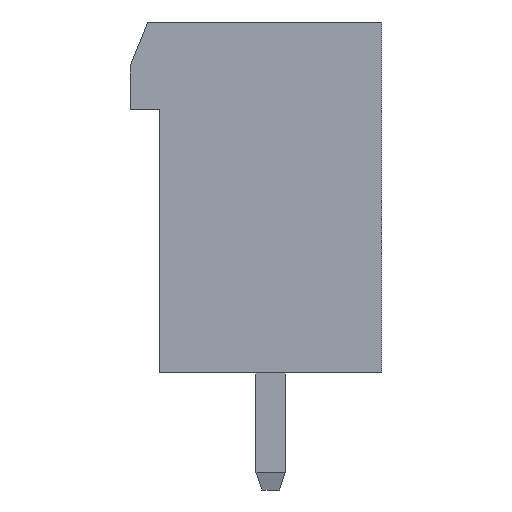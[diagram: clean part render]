
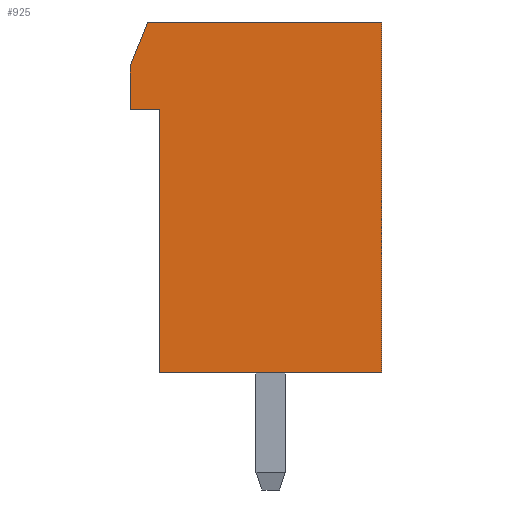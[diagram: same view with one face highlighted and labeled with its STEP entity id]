
A CAD part, left-side view. The second image highlights one B-rep face of the part: STEP entity #925.
In plain terms, the highlighted planar face has unit normal (-1, 0, 0).
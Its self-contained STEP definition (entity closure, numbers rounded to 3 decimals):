
#22 = VERTEX_POINT('',#23);
#23 = CARTESIAN_POINT('',(-3.81,3.8,9.));
#32 = PLANE('',#33);
#33 = AXIS2_PLACEMENT_3D('',#34,#35,#36);
#34 = CARTESIAN_POINT('',(-3.81,3.8,9.));
#35 = DIRECTION('',(0.,1.,0.));
#36 = DIRECTION('',(0.,0.,-1.));
#44 = PLANE('',#45);
#45 = AXIS2_PLACEMENT_3D('',#46,#47,#48);
#46 = CARTESIAN_POINT('',(-3.81,4.8,9.));
#47 = DIRECTION('',(0.,0.,-1.));
#48 = DIRECTION('',(0.,-1.,0.));
#85 = VERTEX_POINT('',#86);
#86 = CARTESIAN_POINT('',(-3.81,3.8,0.));
#100 = PLANE('',#101);
#101 = AXIS2_PLACEMENT_3D('',#102,#103,#104);
#102 = CARTESIAN_POINT('',(-3.81,3.8,0.));
#103 = DIRECTION('',(0.,0.,-1.));
#104 = DIRECTION('',(0.,-1.,0.));
#112 = EDGE_CURVE('',#22,#85,#113,.T.);
#113 = SURFACE_CURVE('',#114,(#118,#125),.PCURVE_S1.);
#114 = LINE('',#115,#116);
#115 = CARTESIAN_POINT('',(-3.81,3.8,9.));
#116 = VECTOR('',#117,1.);
#117 = DIRECTION('',(0.,0.,-1.));
#118 = PCURVE('',#32,#119);
#119 = DEFINITIONAL_REPRESENTATION('',(#120),#124);
#120 = LINE('',#121,#122);
#121 = CARTESIAN_POINT('',(0.,0.));
#122 = VECTOR('',#123,1.);
#123 = DIRECTION('',(1.,0.));
#124 = ( GEOMETRIC_REPRESENTATION_CONTEXT(2)
PARAMETRIC_REPRESENTATION_CONTEXT() REPRESENTATION_CONTEXT('2D SPACE',''
) );
#125 = PCURVE('',#126,#131);
#126 = PLANE('',#127);
#127 = AXIS2_PLACEMENT_3D('',#128,#129,#130);
#128 = CARTESIAN_POINT('',(-3.81,3.8,0.));
#129 = DIRECTION('',(1.,0.,0.));
#130 = DIRECTION('',(0.,0.,1.));
#131 = DEFINITIONAL_REPRESENTATION('',(#132),#136);
#132 = LINE('',#133,#134);
#133 = CARTESIAN_POINT('',(9.,0.));
#134 = VECTOR('',#135,1.);
#135 = DIRECTION('',(-1.,0.));
#136 = ( GEOMETRIC_REPRESENTATION_CONTEXT(2)
PARAMETRIC_REPRESENTATION_CONTEXT() REPRESENTATION_CONTEXT('2D SPACE',''
) );
#142 = VERTEX_POINT('',#143);
#143 = CARTESIAN_POINT('',(-3.81,4.8,9.));
#159 = PLANE('',#160);
#160 = AXIS2_PLACEMENT_3D('',#161,#162,#163);
#161 = CARTESIAN_POINT('',(-3.81,4.8,10.5));
#162 = DIRECTION('',(0.,1.,0.));
#163 = DIRECTION('',(0.,0.,-1.));
#193 = EDGE_CURVE('',#142,#22,#194,.T.);
#194 = SURFACE_CURVE('',#195,(#199,#206),.PCURVE_S1.);
#195 = LINE('',#196,#197);
#196 = CARTESIAN_POINT('',(-3.81,4.8,9.));
#197 = VECTOR('',#198,1.);
#198 = DIRECTION('',(0.,-1.,0.));
#199 = PCURVE('',#44,#200);
#200 = DEFINITIONAL_REPRESENTATION('',(#201),#205);
#201 = LINE('',#202,#203);
#202 = CARTESIAN_POINT('',(0.,0.));
#203 = VECTOR('',#204,1.);
#204 = DIRECTION('',(1.,0.));
#205 = ( GEOMETRIC_REPRESENTATION_CONTEXT(2)
PARAMETRIC_REPRESENTATION_CONTEXT() REPRESENTATION_CONTEXT('2D SPACE',''
) );
#206 = PCURVE('',#126,#207);
#207 = DEFINITIONAL_REPRESENTATION('',(#208),#212);
#208 = LINE('',#209,#210);
#209 = CARTESIAN_POINT('',(9.,-1.));
#210 = VECTOR('',#211,1.);
#211 = DIRECTION('',(0.,1.));
#212 = ( GEOMETRIC_REPRESENTATION_CONTEXT(2)
PARAMETRIC_REPRESENTATION_CONTEXT() REPRESENTATION_CONTEXT('2D SPACE',''
) );
#242 = VERTEX_POINT('',#243);
#243 = CARTESIAN_POINT('',(-3.81,-3.8,0.));
#257 = PLANE('',#258);
#258 = AXIS2_PLACEMENT_3D('',#259,#260,#261);
#259 = CARTESIAN_POINT('',(-3.81,-3.8,0.));
#260 = DIRECTION('',(0.,-1.,0.));
#261 = DIRECTION('',(0.,0.,1.));
#269 = EDGE_CURVE('',#85,#242,#270,.T.);
#270 = SURFACE_CURVE('',#271,(#275,#282),.PCURVE_S1.);
#271 = LINE('',#272,#273);
#272 = CARTESIAN_POINT('',(-3.81,3.8,0.));
#273 = VECTOR('',#274,1.);
#274 = DIRECTION('',(0.,-1.,0.));
#275 = PCURVE('',#100,#276);
#276 = DEFINITIONAL_REPRESENTATION('',(#277),#281);
#277 = LINE('',#278,#279);
#278 = CARTESIAN_POINT('',(0.,0.));
#279 = VECTOR('',#280,1.);
#280 = DIRECTION('',(1.,0.));
#281 = ( GEOMETRIC_REPRESENTATION_CONTEXT(2)
PARAMETRIC_REPRESENTATION_CONTEXT() REPRESENTATION_CONTEXT('2D SPACE',''
) );
#282 = PCURVE('',#126,#283);
#283 = DEFINITIONAL_REPRESENTATION('',(#284),#288);
#284 = LINE('',#285,#286);
#285 = CARTESIAN_POINT('',(0.,0.));
#286 = VECTOR('',#287,1.);
#287 = DIRECTION('',(0.,1.));
#288 = ( GEOMETRIC_REPRESENTATION_CONTEXT(2)
PARAMETRIC_REPRESENTATION_CONTEXT() REPRESENTATION_CONTEXT('2D SPACE',''
) );
#925 = ADVANCED_FACE('',(#926),#126,.F.);
#926 = FACE_BOUND('',#927,.T.);
#927 = EDGE_LOOP('',(#928,#929,#952,#980,#1008,#1029,#1030));
#928 = ORIENTED_EDGE('',*,*,#269,.T.);
#929 = ORIENTED_EDGE('',*,*,#930,.T.);
#930 = EDGE_CURVE('',#242,#931,#933,.T.);
#931 = VERTEX_POINT('',#932);
#932 = CARTESIAN_POINT('',(-3.81,-3.8,12.));
#933 = SURFACE_CURVE('',#934,(#938,#945),.PCURVE_S1.);
#934 = LINE('',#935,#936);
#935 = CARTESIAN_POINT('',(-3.81,-3.8,0.));
#936 = VECTOR('',#937,1.);
#937 = DIRECTION('',(0.,0.,1.));
#938 = PCURVE('',#126,#939);
#939 = DEFINITIONAL_REPRESENTATION('',(#940),#944);
#940 = LINE('',#941,#942);
#941 = CARTESIAN_POINT('',(0.,7.6));
#942 = VECTOR('',#943,1.);
#943 = DIRECTION('',(1.,0.));
#944 = ( GEOMETRIC_REPRESENTATION_CONTEXT(2)
PARAMETRIC_REPRESENTATION_CONTEXT() REPRESENTATION_CONTEXT('2D SPACE',''
) );
#945 = PCURVE('',#257,#946);
#946 = DEFINITIONAL_REPRESENTATION('',(#947),#951);
#947 = LINE('',#948,#949);
#948 = CARTESIAN_POINT('',(0.,0.));
#949 = VECTOR('',#950,1.);
#950 = DIRECTION('',(1.,0.));
#951 = ( GEOMETRIC_REPRESENTATION_CONTEXT(2)
PARAMETRIC_REPRESENTATION_CONTEXT() REPRESENTATION_CONTEXT('2D SPACE',''
) );
#952 = ORIENTED_EDGE('',*,*,#953,.T.);
#953 = EDGE_CURVE('',#931,#954,#956,.T.);
#954 = VERTEX_POINT('',#955);
#955 = CARTESIAN_POINT('',(-3.81,4.2,12.));
#956 = SURFACE_CURVE('',#957,(#961,#968),.PCURVE_S1.);
#957 = LINE('',#958,#959);
#958 = CARTESIAN_POINT('',(-3.81,-3.8,12.));
#959 = VECTOR('',#960,1.);
#960 = DIRECTION('',(0.,1.,0.));
#961 = PCURVE('',#126,#962);
#962 = DEFINITIONAL_REPRESENTATION('',(#963),#967);
#963 = LINE('',#964,#965);
#964 = CARTESIAN_POINT('',(12.,7.6));
#965 = VECTOR('',#966,1.);
#966 = DIRECTION('',(0.,-1.));
#967 = ( GEOMETRIC_REPRESENTATION_CONTEXT(2)
PARAMETRIC_REPRESENTATION_CONTEXT() REPRESENTATION_CONTEXT('2D SPACE',''
) );
#968 = PCURVE('',#969,#974);
#969 = PLANE('',#970);
#970 = AXIS2_PLACEMENT_3D('',#971,#972,#973);
#971 = CARTESIAN_POINT('',(-3.81,-3.8,12.));
#972 = DIRECTION('',(0.,0.,1.));
#973 = DIRECTION('',(0.,1.,0.));
#974 = DEFINITIONAL_REPRESENTATION('',(#975),#979);
#975 = LINE('',#976,#977);
#976 = CARTESIAN_POINT('',(0.,0.));
#977 = VECTOR('',#978,1.);
#978 = DIRECTION('',(1.,0.));
#979 = ( GEOMETRIC_REPRESENTATION_CONTEXT(2)
PARAMETRIC_REPRESENTATION_CONTEXT() REPRESENTATION_CONTEXT('2D SPACE',''
) );
#980 = ORIENTED_EDGE('',*,*,#981,.T.);
#981 = EDGE_CURVE('',#954,#982,#984,.T.);
#982 = VERTEX_POINT('',#983);
#983 = CARTESIAN_POINT('',(-3.81,4.8,10.5));
#984 = SURFACE_CURVE('',#985,(#989,#996),.PCURVE_S1.);
#985 = LINE('',#986,#987);
#986 = CARTESIAN_POINT('',(-3.81,4.2,12.));
#987 = VECTOR('',#988,1.);
#988 = DIRECTION('',(0.,0.371,-0.928));
#989 = PCURVE('',#126,#990);
#990 = DEFINITIONAL_REPRESENTATION('',(#991),#995);
#991 = LINE('',#992,#993);
#992 = CARTESIAN_POINT('',(12.,-0.4));
#993 = VECTOR('',#994,1.);
#994 = DIRECTION('',(-0.928,-0.371));
#995 = ( GEOMETRIC_REPRESENTATION_CONTEXT(2)
PARAMETRIC_REPRESENTATION_CONTEXT() REPRESENTATION_CONTEXT('2D SPACE',''
) );
#996 = PCURVE('',#997,#1002);
#997 = PLANE('',#998);
#998 = AXIS2_PLACEMENT_3D('',#999,#1000,#1001);
#999 = CARTESIAN_POINT('',(-3.81,4.2,12.));
#1000 = DIRECTION('',(0.,0.928,0.371));
#1001 = DIRECTION('',(0.,0.371,-0.928));
#1002 = DEFINITIONAL_REPRESENTATION('',(#1003),#1007);
#1003 = LINE('',#1004,#1005);
#1004 = CARTESIAN_POINT('',(0.,0.));
#1005 = VECTOR('',#1006,1.);
#1006 = DIRECTION('',(1.,0.));
#1007 = ( GEOMETRIC_REPRESENTATION_CONTEXT(2)
PARAMETRIC_REPRESENTATION_CONTEXT() REPRESENTATION_CONTEXT('2D SPACE',''
) );
#1008 = ORIENTED_EDGE('',*,*,#1009,.T.);
#1009 = EDGE_CURVE('',#982,#142,#1010,.T.);
#1010 = SURFACE_CURVE('',#1011,(#1015,#1022),.PCURVE_S1.);
#1011 = LINE('',#1012,#1013);
#1012 = CARTESIAN_POINT('',(-3.81,4.8,10.5));
#1013 = VECTOR('',#1014,1.);
#1014 = DIRECTION('',(0.,0.,-1.));
#1015 = PCURVE('',#126,#1016);
#1016 = DEFINITIONAL_REPRESENTATION('',(#1017),#1021);
#1017 = LINE('',#1018,#1019);
#1018 = CARTESIAN_POINT('',(10.5,-1.));
#1019 = VECTOR('',#1020,1.);
#1020 = DIRECTION('',(-1.,0.));
#1021 = ( GEOMETRIC_REPRESENTATION_CONTEXT(2)
PARAMETRIC_REPRESENTATION_CONTEXT() REPRESENTATION_CONTEXT('2D SPACE',''
) );
#1022 = PCURVE('',#159,#1023);
#1023 = DEFINITIONAL_REPRESENTATION('',(#1024),#1028);
#1024 = LINE('',#1025,#1026);
#1025 = CARTESIAN_POINT('',(0.,0.));
#1026 = VECTOR('',#1027,1.);
#1027 = DIRECTION('',(1.,0.));
#1028 = ( GEOMETRIC_REPRESENTATION_CONTEXT(2)
PARAMETRIC_REPRESENTATION_CONTEXT() REPRESENTATION_CONTEXT('2D SPACE',''
) );
#1029 = ORIENTED_EDGE('',*,*,#193,.T.);
#1030 = ORIENTED_EDGE('',*,*,#112,.T.);
